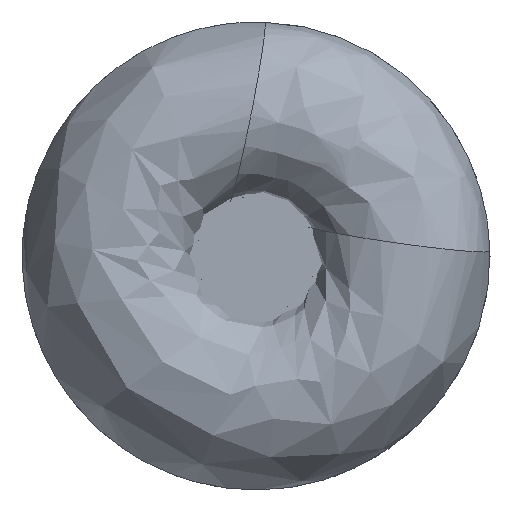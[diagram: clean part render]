
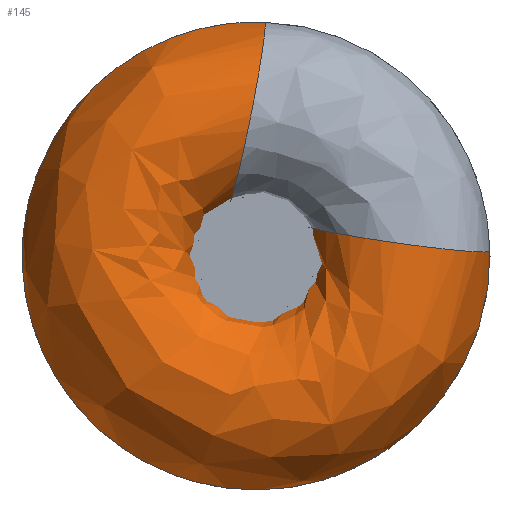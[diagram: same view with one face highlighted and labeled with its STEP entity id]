
A CAD part, left-side view. The second image highlights one B-rep face of the part: STEP entity #145.
In plain terms, the highlighted free-form (B-spline) face has degree [3, 3] with [7, 7] control points.
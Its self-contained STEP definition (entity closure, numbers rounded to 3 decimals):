
#145=ADVANCED_FACE('',(#160,#161),#158,.F.);
#158=(
BOUNDED_SURFACE()
B_SPLINE_SURFACE(3,3,((#341,#342,#343,#344,#345,#346,#347),(#348,#349,#350,
#351,#352,#353,#354),(#355,#356,#357,#358,#359,#360,#361),(#362,#363,#364,
#365,#366,#367,#368),(#369,#370,#371,#372,#373,#374,#375),(#376,#377,#378,
#379,#380,#381,#382),(#383,#384,#385,#386,#387,#388,#389)),
 .UNSPECIFIED.,.T.,.F.,.F.)
B_SPLINE_SURFACE_WITH_KNOTS((1,3,3,3,1),(4,3,4),(-0.5,0.,0.5,1.,1.5),(0.,
0.5,1.),.UNSPECIFIED.)
GEOMETRIC_REPRESENTATION_ITEM()
RATIONAL_B_SPLINE_SURFACE(((1.,0.58,0.58,1.,0.58,
0.58,1.),(0.333,0.193,0.193,
0.333,0.193,0.193,0.333),
(0.333,0.193,0.193,0.333,
0.193,0.193,0.333),(1.,0.58,
0.58,1.,0.58,0.58,1.),(0.333,
0.193,0.193,0.333,0.193,
0.193,0.333),(0.333,0.193,
0.193,0.333,0.193,0.193,
0.333),(1.,0.58,0.58,1.,0.58,
0.58,1.)))
REPRESENTATION_ITEM('')
SURFACE()
);
#160=FACE_BOUND('',#182,.T.);
#161=FACE_BOUND('',#183,.T.);
#182=EDGE_LOOP('',(#206));
#183=EDGE_LOOP('',(#207));
#206=ORIENTED_EDGE('',*,*,#242,.T.);
#207=ORIENTED_EDGE('',*,*,#243,.F.);
#230=VERTEX_POINT('',#338);
#231=VERTEX_POINT('',#340);
#242=EDGE_CURVE('',#230,#230,#254,.T.);
#243=EDGE_CURVE('',#231,#231,#255,.T.);
#254=CIRCLE('',#267,5.);
#255=CIRCLE('',#268,5.);
#267=AXIS2_PLACEMENT_3D('',#337,#291,#292);
#268=AXIS2_PLACEMENT_3D('',#339,#293,#294);
#291=DIRECTION('',(-0.052,0.979,0.195));
#292=DIRECTION('',(0.,-0.195,0.981));
#293=DIRECTION('',(-0.052,-0.139,0.989));
#294=DIRECTION('',(0.,-0.99,-0.139));
#337=CARTESIAN_POINT('',(4.993,0.524,7.589));
#338=CARTESIAN_POINT('',(4.993,-0.452,12.492));
#339=CARTESIAN_POINT('',(4.993,-7.546,0.955));
#340=CARTESIAN_POINT('',(4.993,-12.498,0.259));
#341=CARTESIAN_POINT('',(4.993,-12.498,0.259));
#342=CARTESIAN_POINT('',(4.993,-12.775,-13.097));
#343=CARTESIAN_POINT('',(4.993,-0.466,-18.29));
#344=CARTESIAN_POINT('',(4.993,8.907,-8.771));
#345=CARTESIAN_POINT('',(4.993,18.28,0.748));
#346=CARTESIAN_POINT('',(4.993,12.898,12.976));
#347=CARTESIAN_POINT('',(4.993,-0.452,12.492));
#348=CARTESIAN_POINT('',(14.979,-12.571,0.777));
#349=CARTESIAN_POINT('',(14.979,-13.401,-12.657));
#350=CARTESIAN_POINT('',(14.979,-1.225,-18.393));
#351=CARTESIAN_POINT('',(14.979,8.604,-9.197));
#352=CARTESIAN_POINT('',(14.979,18.434,-0.002));
#353=CARTESIAN_POINT('',(14.979,13.521,12.529));
#354=CARTESIAN_POINT('',(14.979,0.061,12.595));
#355=CARTESIAN_POINT('',(14.979,-2.668,2.169));
#356=CARTESIAN_POINT('',(14.979,-4.986,-0.682));
#357=CARTESIAN_POINT('',(14.979,-3.193,-3.89));
#358=CARTESIAN_POINT('',(14.979,0.45,-3.409));
#359=CARTESIAN_POINT('',(14.979,4.093,-2.928));
#360=CARTESIAN_POINT('',(14.979,4.992,0.635));
#361=CARTESIAN_POINT('',(14.979,2.014,2.787));
#362=CARTESIAN_POINT('',(4.993,-2.595,1.651));
#363=CARTESIAN_POINT('',(4.993,-4.359,-1.123));
#364=CARTESIAN_POINT('',(4.993,-2.434,-3.787));
#365=CARTESIAN_POINT('',(4.993,0.753,-2.982));
#366=CARTESIAN_POINT('',(4.993,3.94,-2.178));
#367=CARTESIAN_POINT('',(4.993,4.37,1.081));
#368=CARTESIAN_POINT('',(4.993,1.501,2.685));
#369=CARTESIAN_POINT('',(-4.993,-2.522,1.133));
#370=CARTESIAN_POINT('',(-4.993,-3.733,-1.563));
#371=CARTESIAN_POINT('',(-4.993,-1.675,-3.684));
#372=CARTESIAN_POINT('',(-4.993,1.056,-2.555));
#373=CARTESIAN_POINT('',(-4.993,3.787,-1.427));
#374=CARTESIAN_POINT('',(-4.993,3.747,1.528));
#375=CARTESIAN_POINT('',(-4.993,0.987,2.583));
#376=CARTESIAN_POINT('',(-4.993,-12.425,-0.259));
#377=CARTESIAN_POINT('',(-4.993,-12.148,-13.538));
#378=CARTESIAN_POINT('',(-4.993,0.293,-18.187));
#379=CARTESIAN_POINT('',(-4.993,9.21,-8.344));
#380=CARTESIAN_POINT('',(-4.993,18.127,1.499));
#381=CARTESIAN_POINT('',(-4.993,12.276,13.422));
#382=CARTESIAN_POINT('',(-4.993,-0.966,12.39));
#383=CARTESIAN_POINT('',(4.993,-12.498,0.259));
#384=CARTESIAN_POINT('',(4.993,-12.775,-13.097));
#385=CARTESIAN_POINT('',(4.993,-0.466,-18.29));
#386=CARTESIAN_POINT('',(4.993,8.907,-8.771));
#387=CARTESIAN_POINT('',(4.993,18.28,0.748));
#388=CARTESIAN_POINT('',(4.993,12.898,12.976));
#389=CARTESIAN_POINT('',(4.993,-0.452,12.492));
